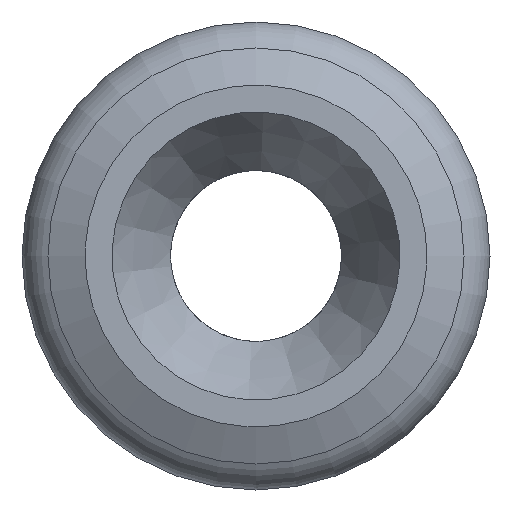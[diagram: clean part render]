
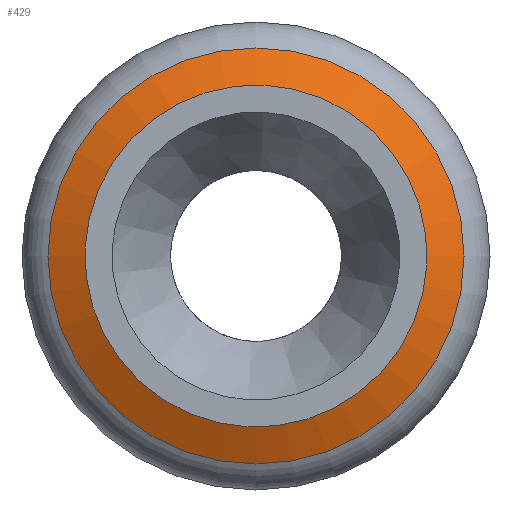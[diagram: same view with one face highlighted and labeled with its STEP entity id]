
A CAD part, front view. The second image highlights one B-rep face of the part: STEP entity #429.
In plain terms, the highlighted conical face has half-angle 65 degrees and reference radius 6.55 mm.
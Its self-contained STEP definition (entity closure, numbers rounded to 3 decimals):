
#364=CARTESIAN_POINT('',(-78.196,18.795,-0.));
#365=VERTEX_POINT('',#364);
#376=CARTESIAN_POINT('',(-96.686,18.795,-0.));
#377=VERTEX_POINT('',#376);
#378=CARTESIAN_POINT('',(-87.441,18.795,0.));
#379=DIRECTION('',(0.,-1.,0.));
#380=DIRECTION('',(1.,0.,0.));
#381=AXIS2_PLACEMENT_3D('',#378,#379,#380);
#382=CIRCLE('',#381,9.245);
#383=EDGE_CURVE('NONE',#377,#365,#382,.T.);
#385=CARTESIAN_POINT('',(-87.441,18.795,0.));
#386=DIRECTION('',(0.,-1.,0.));
#387=DIRECTION('',(1.,0.,0.));
#388=AXIS2_PLACEMENT_3D('',#385,#386,#387);
#389=CIRCLE('',#388,9.245);
#390=EDGE_CURVE('NONE',#365,#377,#389,.T.);
#395=CARTESIAN_POINT('',(-87.441,17.538,0.));
#396=DIRECTION('',(-0.,1.,0.));
#397=DIRECTION('',(-1.,-0.,0.));
#398=AXIS2_PLACEMENT_3D('',#395,#396,#397);
#399=CONICAL_SURFACE('',#398,6.55,65.);
#400=CARTESIAN_POINT('',(-93.991,17.538,-0.));
#401=VERTEX_POINT('',#400);
#402=CARTESIAN_POINT('',(-96.686,18.795,0.));
#403=DIRECTION('',(0.906,-0.423,-0.));
#404=VECTOR('',#403,2.974);
#405=LINE('',#402,#404);
#406=EDGE_CURVE('',#377,#401,#405,.T.);
#407=ORIENTED_EDGE('',*,*,#406,.T.);
#408=CARTESIAN_POINT('',(-80.891,17.538,-0.));
#409=VERTEX_POINT('',#408);
#410=CARTESIAN_POINT('',(-87.441,17.538,0.));
#411=DIRECTION('',(0.,-1.,-0.));
#412=DIRECTION('',(-1.,-0.,0.));
#413=AXIS2_PLACEMENT_3D('',#410,#411,#412);
#414=CIRCLE('',#413,6.55);
#415=EDGE_CURVE('NONE',#409,#401,#414,.T.);
#416=ORIENTED_EDGE('',*,*,#415,.F.);
#417=CARTESIAN_POINT('',(-87.441,17.538,0.));
#418=DIRECTION('',(0.,-1.,-0.));
#419=DIRECTION('',(-1.,-0.,0.));
#420=AXIS2_PLACEMENT_3D('',#417,#418,#419);
#421=CIRCLE('',#420,6.55);
#422=EDGE_CURVE('NONE',#401,#409,#421,.T.);
#423=ORIENTED_EDGE('',*,*,#422,.F.);
#424=ORIENTED_EDGE('',*,*,#406,.F.);
#425=ORIENTED_EDGE('',*,*,#383,.T.);
#426=ORIENTED_EDGE('',*,*,#390,.T.);
#427=EDGE_LOOP('',(#407,#416,#423,#424,#425,#426));
#428=FACE_BOUND('',#427,.T.);
#429=ADVANCED_FACE('NONE',(#428),#399,.T.);
